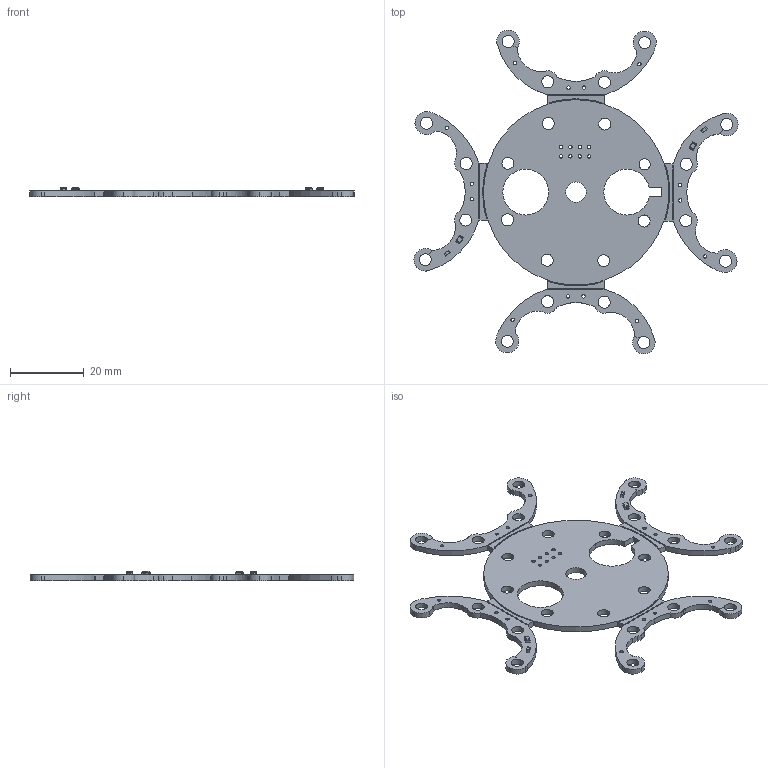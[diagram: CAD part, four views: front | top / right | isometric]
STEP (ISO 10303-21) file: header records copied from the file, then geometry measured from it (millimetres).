
FILE_DESCRIPTION(('Designed by EasyEDA Pro'),'2;1');
FILE_NAME('Open CASCADE Shape Model','2022-12-26T17:16:12',('Author'),( 'Open CASCADE'),'Open CASCADE STEP processor 7.6','Open CASCADE 7.6' ,'Unknown');
FILE_SCHEMA(('AUTOMOTIVE_DESIGN { 1 0 10303 214 1 1 1 1 }'));
Length unit declared in the file: millimetre
Products named in the file (10): PCBModel; COMPOUND; R4; R0603; SOLID; R; PWR1; LED0805-RD; LED
Assembly tree (11 placements, depth 4):
  PCBModel
    COMPOUND
    R4
      R0603
        SOLID
    R
      R0603
        SOLID
    PWR1
      LED0805-RD
        COMPOUND
    LED
      LED0805-RD
        COMPOUND
Bounding box: 87.65 x 87.53 x 2.61 mm (x, y, z)
Volume: 4151.7 mm3; surface area: 7082.3 mm2
Topology: 11 solids, 11 shells, 1863 faces, 5195 edges, 3418 vertices
Faces by surface type: plane 863, cylinder 548, bspline 428, sphere 16, cone 8
Full cylindrical faces by diameter (mm): 0.254 x260, 0.9 x8, 0.914 x14, 3 x1, 3.25 x23, 5.5 x1, 12.4 x1
Entity records: 67288 total; most frequent: CARTESIAN_POINT 14538, DIRECTION 9208, ORIENTED_EDGE 8718, EDGE_CURVE 4868, AXIS2_PLACEMENT_3D 3350, VERTEX_POINT 3232, LINE 2508, VECTOR 2508
